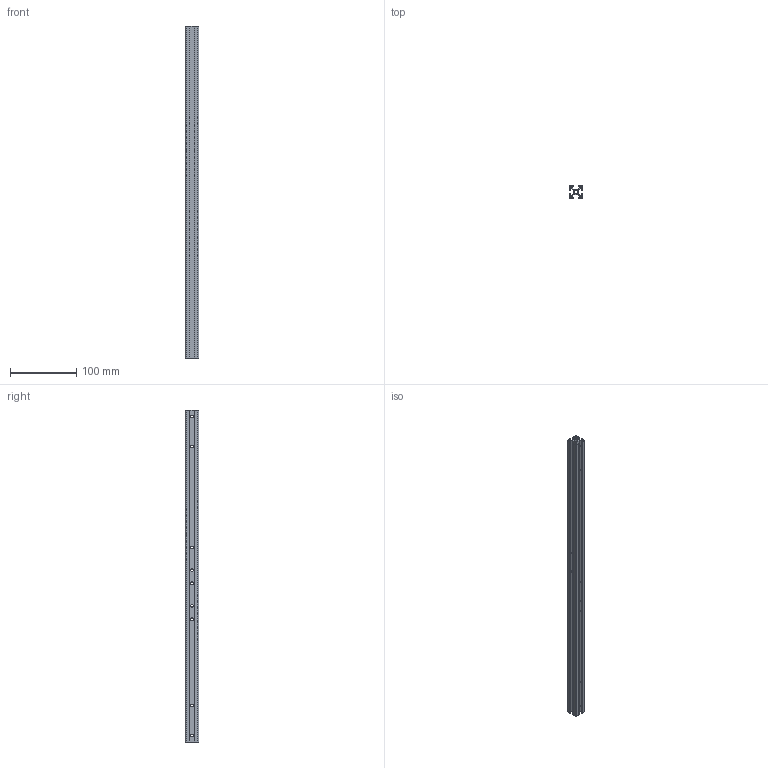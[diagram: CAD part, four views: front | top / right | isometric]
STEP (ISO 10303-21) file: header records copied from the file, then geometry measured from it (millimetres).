
FILE_DESCRIPTION (( 'STEP AP214' ), '1' );
FILE_NAME ('2020欧标铝型材_长600(待定)_上底座轨道纵梁 2个.STEP', '2023-07-18T05:33:47', ( '' ), ( '' ), 'SwSTEP 2.0', 'SolidWorks 2022', '' );
FILE_SCHEMA (( 'AUTOMOTIVE_DESIGN' ));
Length unit declared in the file: millimetre
Products named in the file (1): 2020欧标铝型材_长600(待定)_上底座轨道纵梁 2个
Bounding box: 20 x 20 x 500 mm (x, y, z)
Volume: 64443.7 mm3; surface area: 103709 mm2
Topology: 1 solids, 1 shells, 228 faces, 696 edges, 452 vertices
Faces by surface type: plane 116, cylinder 112
Entity records: 10650 total; most frequent: CARTESIAN_POINT 2839, ORIENTED_EDGE 1392, DIRECTION 1234, EDGE_CURVE 696, VERTEX_POINT 452, LINE 436, VECTOR 436, AXIS2_PLACEMENT_3D 399
